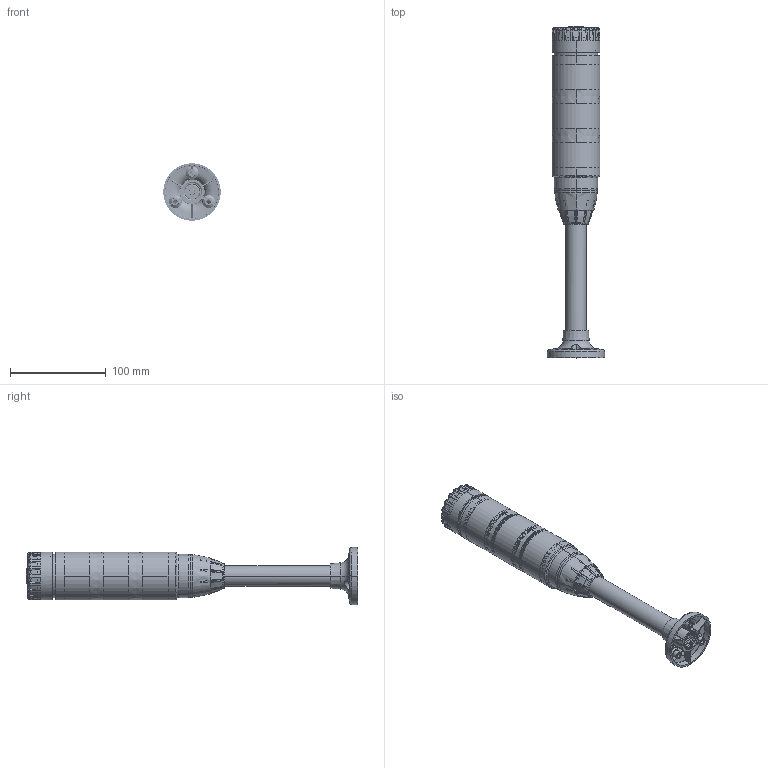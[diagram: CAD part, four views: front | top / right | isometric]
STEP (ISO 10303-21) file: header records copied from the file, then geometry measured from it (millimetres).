
FILE_DESCRIPTION((''),'2;1');
FILE_NAME('212228_ASM','2019-05-29T07:06:15',('pdmadmin'),('BANNER ENGINEERING'),'CREO PARAMETRIC BY PTC INC, 2018300','CREO PARAMETRIC BY PTC INC, 2018300','');
FILE_SCHEMA(('CONFIG_CONTROL_DESIGN'));
Length unit declared in the file: millimetre
Products named in the file (15): 140410; 62676; 62677; CABLE_215; 140427_WEB_MODEL; 140412; 143280; 143281_WEB_MODEL; 143282; 145184_ASM; 191129; 145598; 206368; 208601_ASM; 212228_ASM
Assembly tree (17 placements, depth 3):
  212228_ASM
    145184_ASM
      140410
      62676
      62677
      CABLE_215
      140427_WEB_MODEL  x3
      140412  x2
      143280
      143281_WEB_MODEL
      143282
    191129
    145598
    208601_ASM
      206368
Bounding box: 60 x 345.85 x 60 mm (x, y, z)
Volume: 156390.2 mm3; surface area: 155886.7 mm2
Topology: 15 solids, 15 shells, 2309 faces, 5990 edges, 3791 vertices
Faces by surface type: plane 720, cylinder 657, bspline 414, torus 290, cone 222, sphere 6
Entity records: 116673 total; most frequent: CARTESIAN_POINT 70700, ORIENTED_EDGE 10272, DIRECTION 8740, EDGE_CURVE 5136, AXIS2_PLACEMENT_3D 3514, VERTEX_POINT 3231, EDGE_LOOP 2109, FACE_OUTER_BOUND 1988
